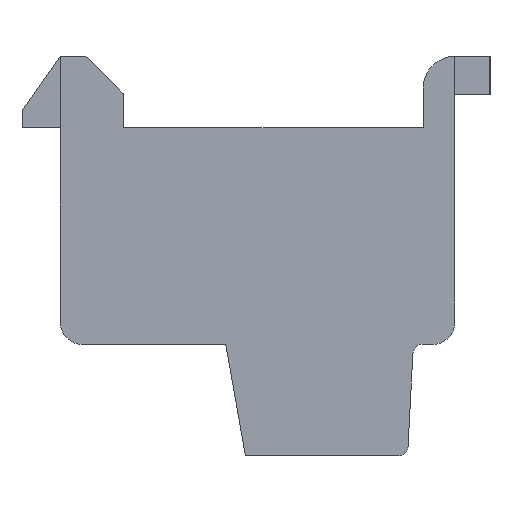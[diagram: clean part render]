
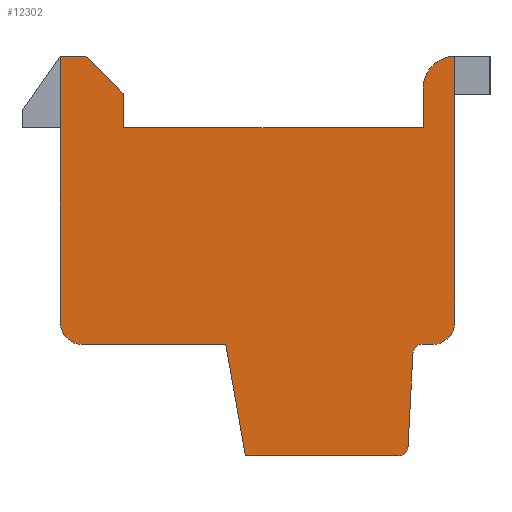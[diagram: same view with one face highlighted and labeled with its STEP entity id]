
A CAD part, left-side view. The second image highlights one B-rep face of the part: STEP entity #12302.
In plain terms, the highlighted planar face has unit normal (-1, 0, 0).
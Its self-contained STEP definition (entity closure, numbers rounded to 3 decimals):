
#1=CARTESIAN_POINT('',(0.,-5.55,-2.075));
#2=DIRECTION('',(1.,0.,0.));
#3=DIRECTION('',(0.,-1.,0.));
#4=AXIS2_PLACEMENT_3D('',#1,#2,#3);
#6=DIRECTION('',(0.,1.,0.));
#7=VECTOR('',#6,0.323);
#8=CARTESIAN_POINT('',(0.,-5.55,-2.775));
#9=LINE('',#8,#7);
#10=CARTESIAN_POINT('',(0.,-5.227,-3.075));
#11=DIRECTION('',(-1.,0.,0.));
#12=DIRECTION('',(0.,0.,1.));
#13=AXIS2_PLACEMENT_3D('',#10,#11,#12);
#15=DIRECTION('',(0.,0.052,-0.999));
#16=VECTOR('',#15,2.904);
#17=CARTESIAN_POINT('',(0.,-4.927,-3.075));
#18=LINE('',#17,#16);
#19=CARTESIAN_POINT('',(0.,-4.475,-5.975));
#20=DIRECTION('',(1.,0.,0.));
#21=DIRECTION('',(0.,-1.,0.));
#22=AXIS2_PLACEMENT_3D('',#19,#20,#21);
#24=DIRECTION('',(0.,1.,0.));
#25=VECTOR('',#24,4.808);
#26=CARTESIAN_POINT('',(0.,-4.475,-6.275));
#27=LINE('',#26,#25);
#28=DIRECTION('',(0.,0.174,0.985));
#29=VECTOR('',#28,3.554);
#30=CARTESIAN_POINT('',(0.,0.333,-6.275));
#31=LINE('',#30,#29);
#32=DIRECTION('',(0.,1.,0.));
#33=VECTOR('',#32,4.5);
#34=CARTESIAN_POINT('',(0.,0.95,-2.775));
#35=LINE('',#34,#33);
#36=CARTESIAN_POINT('',(0.,5.45,-2.075));
#37=DIRECTION('',(1.,0.,0.));
#38=DIRECTION('',(0.,0.,-1.));
#39=AXIS2_PLACEMENT_3D('',#36,#37,#38);
#41=CARTESIAN_POINT('',(0.,6.072,6.125));
#42=DIRECTION('',(1.,0.,0.));
#43=DIRECTION('',(0.,0.521,0.854));
#44=AXIS2_PLACEMENT_3D('',#41,#42,#43);
#46=DIRECTION('',(0.,-1.,0.));
#47=VECTOR('',#46,0.66);
#48=CARTESIAN_POINT('',(0.,6.072,6.275));
#49=LINE('',#48,#47);
#50=CARTESIAN_POINT('',(0.,5.412,6.125));
#51=DIRECTION('',(1.,0.,0.));
#52=DIRECTION('',(0.,0.,1.));
#53=AXIS2_PLACEMENT_3D('',#50,#51,#52);
#55=DIRECTION('',(0.,-0.707,-0.707));
#56=VECTOR('',#55,1.573);
#57=CARTESIAN_POINT('',(0.,5.306,6.231));
#58=LINE('',#57,#56);
#59=CARTESIAN_POINT('',(0.,4.3,5.013));
#60=DIRECTION('',(1.,0.,0.));
#61=DIRECTION('',(0.,-0.707,0.707));
#62=AXIS2_PLACEMENT_3D('',#59,#60,#61);
#64=DIRECTION('',(0.,0.,-1.));
#65=VECTOR('',#64,0.988);
#66=CARTESIAN_POINT('',(0.,4.15,5.013));
#67=LINE('',#66,#65);
#68=DIRECTION('',(0.,-1.,0.));
#69=VECTOR('',#68,9.4);
#70=CARTESIAN_POINT('',(0.,4.15,4.025));
#71=LINE('',#70,#69);
#72=DIRECTION('',(0.,0.,1.));
#73=VECTOR('',#72,1.25);
#74=CARTESIAN_POINT('',(0.,-5.25,4.025));
#75=LINE('',#74,#73);
#76=CARTESIAN_POINT('',(0.,-6.25,5.275));
#77=DIRECTION('',(1.,0.,0.));
#78=DIRECTION('',(0.,1.,0.));
#79=AXIS2_PLACEMENT_3D('',#76,#77,#78);
#321=DIRECTION('',(0.,0.,1.));
#322=VECTOR('',#321,8.35);
#323=CARTESIAN_POINT('',(0.,-6.25,-2.075));
#324=LINE('',#323,#322);
#5635=DIRECTION('',(0.,0.,-1.));
#5636=VECTOR('',#5635,8.328);
#5637=CARTESIAN_POINT('',(0.,6.15,6.253));
#5638=LINE('',#5637,#5636);
#9339=CARTESIAN_POINT('',(0.,6.072,6.275));
#9340=CARTESIAN_POINT('',(0.,5.412,6.275));
#9341=VERTEX_POINT('',#9339);
#9342=VERTEX_POINT('',#9340);
#9343=CARTESIAN_POINT('',(0.,5.306,6.231));
#9344=VERTEX_POINT('',#9343);
#9345=CARTESIAN_POINT('',(0.,4.194,5.119));
#9346=VERTEX_POINT('',#9345);
#9347=CARTESIAN_POINT('',(0.,4.15,5.013));
#9348=VERTEX_POINT('',#9347);
#9349=CARTESIAN_POINT('',(0.,4.15,4.025));
#9350=VERTEX_POINT('',#9349);
#9351=CARTESIAN_POINT('',(0.,-5.25,4.025));
#9352=VERTEX_POINT('',#9351);
#9353=CARTESIAN_POINT('',(0.,-5.25,5.275));
#9354=VERTEX_POINT('',#9353);
#9355=CARTESIAN_POINT('',(0.,-6.25,-2.075));
#9356=CARTESIAN_POINT('',(0.,-5.55,-2.775));
#9357=VERTEX_POINT('',#9355);
#9358=VERTEX_POINT('',#9356);
#9359=CARTESIAN_POINT('',(0.,-5.227,-2.775));
#9360=VERTEX_POINT('',#9359);
#9361=CARTESIAN_POINT('',(0.,-4.927,-3.075));
#9362=VERTEX_POINT('',#9361);
#9363=CARTESIAN_POINT('',(0.,-4.775,-5.975));
#9364=VERTEX_POINT('',#9363);
#9365=CARTESIAN_POINT('',(0.,-4.475,-6.275));
#9366=VERTEX_POINT('',#9365);
#9367=CARTESIAN_POINT('',(0.,0.333,-6.275));
#9368=VERTEX_POINT('',#9367);
#9369=CARTESIAN_POINT('',(0.,0.95,-2.775));
#9370=VERTEX_POINT('',#9369);
#9371=CARTESIAN_POINT('',(0.,5.45,-2.775));
#9372=VERTEX_POINT('',#9371);
#9373=CARTESIAN_POINT('',(0.,6.15,-2.075));
#9374=VERTEX_POINT('',#9373);
#10359=CARTESIAN_POINT('',(0.,6.15,6.253));
#10360=VERTEX_POINT('',#10359);
#10363=CARTESIAN_POINT('',(0.,-6.25,6.275));
#10364=VERTEX_POINT('',#10363);
#12255=CARTESIAN_POINT('',(0.,0.,0.));
#12256=DIRECTION('',(1.,0.,0.));
#12257=DIRECTION('',(0.,-1.,0.));
#12258=AXIS2_PLACEMENT_3D('',#12255,#12256,#12257);
#12259=PLANE('',#12258);
#12261=ORIENTED_EDGE('',*,*,#12260,.F.);
#12263=ORIENTED_EDGE('',*,*,#12262,.T.);
#12265=ORIENTED_EDGE('',*,*,#12264,.T.);
#12267=ORIENTED_EDGE('',*,*,#12266,.T.);
#12269=ORIENTED_EDGE('',*,*,#12268,.T.);
#12271=ORIENTED_EDGE('',*,*,#12270,.T.);
#12273=ORIENTED_EDGE('',*,*,#12272,.T.);
#12275=ORIENTED_EDGE('',*,*,#12274,.T.);
#12277=ORIENTED_EDGE('',*,*,#12276,.T.);
#12279=ORIENTED_EDGE('',*,*,#12278,.T.);
#12281=ORIENTED_EDGE('',*,*,#12280,.F.);
#12283=ORIENTED_EDGE('',*,*,#12282,.T.);
#12285=ORIENTED_EDGE('',*,*,#12284,.T.);
#12287=ORIENTED_EDGE('',*,*,#12286,.T.);
#12289=ORIENTED_EDGE('',*,*,#12288,.T.);
#12291=ORIENTED_EDGE('',*,*,#12290,.T.);
#12293=ORIENTED_EDGE('',*,*,#12292,.T.);
#12295=ORIENTED_EDGE('',*,*,#12294,.T.);
#12297=ORIENTED_EDGE('',*,*,#12296,.T.);
#12299=ORIENTED_EDGE('',*,*,#12298,.T.);
#12300=EDGE_LOOP('',(#12261,#12263,#12265,#12267,#12269,#12271,#12273,#12275,
#12277,#12279,#12281,#12283,#12285,#12287,#12289,#12291,#12293,#12295,#12297,
#12299));
#12301=FACE_OUTER_BOUND('',#12300,.F.);
#12302=ADVANCED_FACE('',(#12301),#12259,.F.);
#5=CIRCLE('',#4,0.7);
#14=CIRCLE('',#13,0.3);
#23=CIRCLE('',#22,0.3);
#40=CIRCLE('',#39,0.7);
#45=CIRCLE('',#44,0.15);
#54=CIRCLE('',#53,0.15);
#63=CIRCLE('',#62,0.15);
#80=CIRCLE('',#79,1.);
#12260=EDGE_CURVE('',#9357,#10364,#324,.T.);
#12262=EDGE_CURVE('',#9357,#9358,#5,.T.);
#12264=EDGE_CURVE('',#9358,#9360,#9,.T.);
#12266=EDGE_CURVE('',#9360,#9362,#14,.T.);
#12268=EDGE_CURVE('',#9362,#9364,#18,.T.);
#12270=EDGE_CURVE('',#9364,#9366,#23,.T.);
#12272=EDGE_CURVE('',#9366,#9368,#27,.T.);
#12274=EDGE_CURVE('',#9368,#9370,#31,.T.);
#12276=EDGE_CURVE('',#9370,#9372,#35,.T.);
#12278=EDGE_CURVE('',#9372,#9374,#40,.T.);
#12280=EDGE_CURVE('',#10360,#9374,#5638,.T.);
#12282=EDGE_CURVE('',#10360,#9341,#45,.T.);
#12284=EDGE_CURVE('',#9341,#9342,#49,.T.);
#12286=EDGE_CURVE('',#9342,#9344,#54,.T.);
#12288=EDGE_CURVE('',#9344,#9346,#58,.T.);
#12290=EDGE_CURVE('',#9346,#9348,#63,.T.);
#12292=EDGE_CURVE('',#9348,#9350,#67,.T.);
#12294=EDGE_CURVE('',#9350,#9352,#71,.T.);
#12296=EDGE_CURVE('',#9352,#9354,#75,.T.);
#12298=EDGE_CURVE('',#9354,#10364,#80,.T.);
